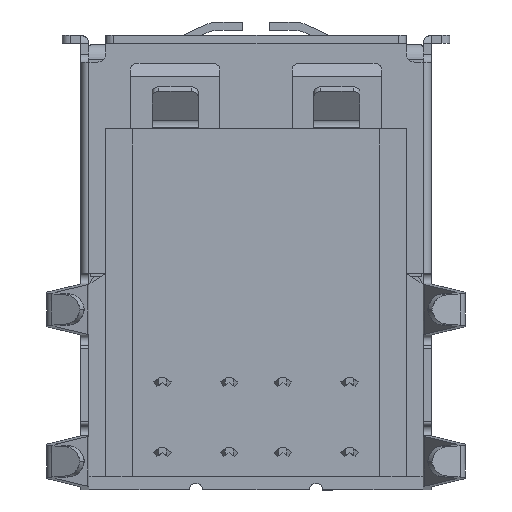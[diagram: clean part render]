
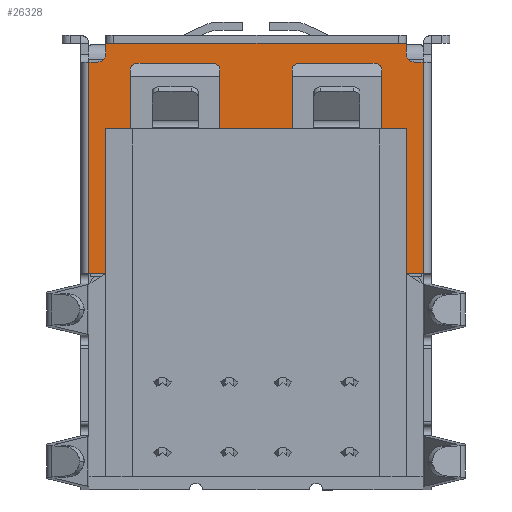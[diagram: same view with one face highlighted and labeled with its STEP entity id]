
A CAD part, front view. The second image highlights one B-rep face of the part: STEP entity #26328.
In plain terms, the highlighted planar face has unit normal (0, 1, 0).
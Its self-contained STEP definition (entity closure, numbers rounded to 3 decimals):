
#50=FACE_BOUND('',#2853,.T.);
#51=FACE_BOUND('',#2854,.T.);
#142=PLANE('',#29123);
#1958=FACE_OUTER_BOUND('',#2852,.T.);
#2852=EDGE_LOOP('',(#21964,#21965,#21966,#21967,#21968,#21969,#21970,#21971,
#21972,#21973));
#2853=EDGE_LOOP('',(#21974,#21975,#21976,#21977,#21978,#21979,#21980,#21981));
#2854=EDGE_LOOP('',(#21982,#21983,#21984,#21985,#21986,#21987,#21988,#21989));
#3833=CIRCLE('',#29124,0.3);
#3834=CIRCLE('',#29125,0.3);
#3835=CIRCLE('',#29126,0.25);
#3836=CIRCLE('',#29127,0.25);
#3837=CIRCLE('',#29128,0.25);
#3838=CIRCLE('',#29129,0.25);
#3839=CIRCLE('',#29130,0.25);
#3840=CIRCLE('',#29131,0.25);
#3841=CIRCLE('',#29132,0.25);
#3842=CIRCLE('',#29133,0.25);
#5130=LINE('',#41043,#8630);
#5131=LINE('',#41047,#8631);
#5132=LINE('',#41049,#8632);
#5133=LINE('',#41051,#8633);
#5134=LINE('',#41055,#8634);
#5135=LINE('',#41057,#8635);
#5136=LINE('',#41059,#8636);
#5137=LINE('',#41060,#8637);
#5138=LINE('',#41065,#8638);
#5139=LINE('',#41069,#8639);
#5140=LINE('',#41073,#8640);
#5141=LINE('',#41076,#8641);
#5142=LINE('',#41081,#8642);
#5143=LINE('',#41085,#8643);
#5144=LINE('',#41089,#8644);
#5145=LINE('',#41092,#8645);
#8630=VECTOR('',#31833,0.325);
#8631=VECTOR('',#31836,0.4);
#8632=VECTOR('',#31837,11.25);
#8633=VECTOR('',#31838,0.4);
#8634=VECTOR('',#31841,0.325);
#8635=VECTOR('',#31842,7.9);
#8636=VECTOR('',#31843,12.5);
#8637=VECTOR('',#31844,7.9);
#8638=VECTOR('',#31847,0.014);
#8639=VECTOR('',#31850,5.225);
#8640=VECTOR('',#31853,2.85);
#8641=VECTOR('',#31856,5.225);
#8642=VECTOR('',#31859,0.014);
#8643=VECTOR('',#31862,5.225);
#8644=VECTOR('',#31865,2.85);
#8645=VECTOR('',#31868,5.225);
#12388=VERTEX_POINT('',#41041);
#12389=VERTEX_POINT('',#41042);
#12390=VERTEX_POINT('',#41044);
#12391=VERTEX_POINT('',#41046);
#12392=VERTEX_POINT('',#41048);
#12393=VERTEX_POINT('',#41050);
#12394=VERTEX_POINT('',#41052);
#12395=VERTEX_POINT('',#41054);
#12396=VERTEX_POINT('',#41056);
#12397=VERTEX_POINT('',#41058);
#12398=VERTEX_POINT('',#41061);
#12399=VERTEX_POINT('',#41062);
#12400=VERTEX_POINT('',#41064);
#12401=VERTEX_POINT('',#41066);
#12402=VERTEX_POINT('',#41068);
#12403=VERTEX_POINT('',#41070);
#12404=VERTEX_POINT('',#41072);
#12405=VERTEX_POINT('',#41074);
#12406=VERTEX_POINT('',#41077);
#12407=VERTEX_POINT('',#41078);
#12408=VERTEX_POINT('',#41080);
#12409=VERTEX_POINT('',#41082);
#12410=VERTEX_POINT('',#41084);
#12411=VERTEX_POINT('',#41086);
#12412=VERTEX_POINT('',#41088);
#12413=VERTEX_POINT('',#41090);
#17176=EDGE_CURVE('',#12388,#12389,#5130,.T.);
#17177=EDGE_CURVE('',#12389,#12390,#3833,.T.);
#17178=EDGE_CURVE('',#12390,#12391,#5131,.T.);
#17179=EDGE_CURVE('',#12391,#12392,#5132,.T.);
#17180=EDGE_CURVE('',#12392,#12393,#5133,.T.);
#17181=EDGE_CURVE('',#12393,#12394,#3834,.T.);
#17182=EDGE_CURVE('',#12394,#12395,#5134,.T.);
#17183=EDGE_CURVE('',#12395,#12396,#5135,.T.);
#17184=EDGE_CURVE('',#12396,#12397,#5136,.T.);
#17185=EDGE_CURVE('',#12397,#12388,#5137,.T.);
#17186=EDGE_CURVE('',#12398,#12399,#3835,.T.);
#17187=EDGE_CURVE('',#12399,#12400,#5138,.T.);
#17188=EDGE_CURVE('',#12400,#12401,#3836,.T.);
#17189=EDGE_CURVE('',#12401,#12402,#5139,.T.);
#17190=EDGE_CURVE('',#12402,#12403,#3837,.T.);
#17191=EDGE_CURVE('',#12403,#12404,#5140,.T.);
#17192=EDGE_CURVE('',#12404,#12405,#3838,.T.);
#17193=EDGE_CURVE('',#12405,#12398,#5141,.T.);
#17194=EDGE_CURVE('',#12406,#12407,#3839,.T.);
#17195=EDGE_CURVE('',#12407,#12408,#5142,.T.);
#17196=EDGE_CURVE('',#12408,#12409,#3840,.T.);
#17197=EDGE_CURVE('',#12409,#12410,#5143,.T.);
#17198=EDGE_CURVE('',#12410,#12411,#3841,.T.);
#17199=EDGE_CURVE('',#12411,#12412,#5144,.T.);
#17200=EDGE_CURVE('',#12412,#12413,#3842,.T.);
#17201=EDGE_CURVE('',#12413,#12406,#5145,.T.);
#21964=ORIENTED_EDGE('',*,*,#17176,.T.);
#21965=ORIENTED_EDGE('',*,*,#17177,.T.);
#21966=ORIENTED_EDGE('',*,*,#17178,.T.);
#21967=ORIENTED_EDGE('',*,*,#17179,.T.);
#21968=ORIENTED_EDGE('',*,*,#17180,.T.);
#21969=ORIENTED_EDGE('',*,*,#17181,.T.);
#21970=ORIENTED_EDGE('',*,*,#17182,.T.);
#21971=ORIENTED_EDGE('',*,*,#17183,.T.);
#21972=ORIENTED_EDGE('',*,*,#17184,.T.);
#21973=ORIENTED_EDGE('',*,*,#17185,.T.);
#21974=ORIENTED_EDGE('',*,*,#17186,.T.);
#21975=ORIENTED_EDGE('',*,*,#17187,.T.);
#21976=ORIENTED_EDGE('',*,*,#17188,.T.);
#21977=ORIENTED_EDGE('',*,*,#17189,.T.);
#21978=ORIENTED_EDGE('',*,*,#17190,.T.);
#21979=ORIENTED_EDGE('',*,*,#17191,.T.);
#21980=ORIENTED_EDGE('',*,*,#17192,.T.);
#21981=ORIENTED_EDGE('',*,*,#17193,.T.);
#21982=ORIENTED_EDGE('',*,*,#17194,.T.);
#21983=ORIENTED_EDGE('',*,*,#17195,.T.);
#21984=ORIENTED_EDGE('',*,*,#17196,.T.);
#21985=ORIENTED_EDGE('',*,*,#17197,.T.);
#21986=ORIENTED_EDGE('',*,*,#17198,.T.);
#21987=ORIENTED_EDGE('',*,*,#17199,.T.);
#21988=ORIENTED_EDGE('',*,*,#17200,.T.);
#21989=ORIENTED_EDGE('',*,*,#17201,.T.);
#26328=ADVANCED_FACE('',(#1958,#50,#51),#142,.T.);
#29123=AXIS2_PLACEMENT_3D('',#41040,#31831,#31832);
#29124=AXIS2_PLACEMENT_3D('',#41045,#31834,#31835);
#29125=AXIS2_PLACEMENT_3D('',#41053,#31839,#31840);
#29126=AXIS2_PLACEMENT_3D('',#41063,#31845,#31846);
#29127=AXIS2_PLACEMENT_3D('',#41067,#31848,#31849);
#29128=AXIS2_PLACEMENT_3D('',#41071,#31851,#31852);
#29129=AXIS2_PLACEMENT_3D('',#41075,#31854,#31855);
#29130=AXIS2_PLACEMENT_3D('',#41079,#31857,#31858);
#29131=AXIS2_PLACEMENT_3D('',#41083,#31860,#31861);
#29132=AXIS2_PLACEMENT_3D('',#41087,#31863,#31864);
#29133=AXIS2_PLACEMENT_3D('',#41091,#31866,#31867);
#31831=DIRECTION('center_axis',(0.,1.,0.));
#31832=DIRECTION('ref_axis',(0.,0.,1.));
#31833=DIRECTION('',(1.,0.,0.));
#31834=DIRECTION('center_axis',(0.,-1.,0.));
#31835=DIRECTION('ref_axis',(0.,0.,
-1.));
#31836=DIRECTION('',(0.,0.,1.));
#31837=DIRECTION('',(1.,0.,0.));
#31838=DIRECTION('',(0.,0.,-1.));
#31839=DIRECTION('center_axis',(0.,-1.,0.));
#31840=DIRECTION('ref_axis',(-1.,0.,0.));
#31841=DIRECTION('',(1.,0.,0.));
#31842=DIRECTION('',(0.,0.,-1.));
#31843=DIRECTION('',(-1.,0.,0.));
#31844=DIRECTION('',(0.,0.,1.));
#31845=DIRECTION('center_axis',(0.,-1.,0.));
#31846=DIRECTION('ref_axis',(-1.,0.,0.));
#31847=DIRECTION('',(1.,0.,0.));
#31848=DIRECTION('center_axis',(0.,-1.,0.));
#31849=DIRECTION('ref_axis',(0.,0.,
-1.));
#31850=DIRECTION('',(0.,0.,1.));
#31851=DIRECTION('center_axis',(0.,-1.,0.));
#31852=DIRECTION('ref_axis',(1.,0.,0.));
#31853=DIRECTION('',(-1.,0.,0.));
#31854=DIRECTION('center_axis',(0.,-1.,0.));
#31855=DIRECTION('ref_axis',(0.,0.,
1.));
#31856=DIRECTION('',(0.,0.,-1.));
#31857=DIRECTION('center_axis',(0.,-1.,0.));
#31858=DIRECTION('ref_axis',(-1.,0.,0.));
#31859=DIRECTION('',(1.,0.,0.));
#31860=DIRECTION('center_axis',(0.,-1.,0.));
#31861=DIRECTION('ref_axis',(0.,0.,
-1.));
#31862=DIRECTION('',(0.,0.,1.));
#31863=DIRECTION('center_axis',(0.,-1.,0.));
#31864=DIRECTION('ref_axis',(1.,0.,0.));
#31865=DIRECTION('',(-1.,0.,0.));
#31866=DIRECTION('center_axis',(0.,-1.,0.));
#31867=DIRECTION('ref_axis',(0.,0.,
1.));
#31868=DIRECTION('',(0.,0.,-1.));
#41040=CARTESIAN_POINT('Origin',(-6.25,-7.11,3.9));
#41041=CARTESIAN_POINT('',(-6.25,-7.11,7.5));
#41042=CARTESIAN_POINT('',(-5.925,-7.11,7.5));
#41043=CARTESIAN_POINT('',(-6.25,-7.11,7.5));
#41044=CARTESIAN_POINT('',(-5.625,-7.11,7.8));
#41045=CARTESIAN_POINT('Origin',(-5.925,-7.11,7.8));
#41046=CARTESIAN_POINT('',(-5.625,-7.11,8.2));
#41047=CARTESIAN_POINT('',(-5.625,-7.11,7.8));
#41048=CARTESIAN_POINT('',(5.625,-7.11,8.2));
#41049=CARTESIAN_POINT('',(-5.625,-7.11,8.2));
#41050=CARTESIAN_POINT('',(5.625,-7.11,7.8));
#41051=CARTESIAN_POINT('',(5.625,-7.11,8.2));
#41052=CARTESIAN_POINT('',(5.925,-7.11,7.5));
#41053=CARTESIAN_POINT('Origin',(5.925,-7.11,7.8));
#41054=CARTESIAN_POINT('',(6.25,-7.11,7.5));
#41055=CARTESIAN_POINT('',(5.925,-7.11,7.5));
#41056=CARTESIAN_POINT('',(6.25,-7.11,-0.4));
#41057=CARTESIAN_POINT('',(6.25,-7.11,7.5));
#41058=CARTESIAN_POINT('',(-6.25,-7.11,-0.4));
#41059=CARTESIAN_POINT('',(6.25,-7.11,-0.4));
#41060=CARTESIAN_POINT('',(-6.25,-7.11,-0.4));
#41061=CARTESIAN_POINT('',(1.35,-7.11,1.975));
#41062=CARTESIAN_POINT('',(1.6,-7.11,1.725));
#41063=CARTESIAN_POINT('Origin',(1.6,-7.11,1.975));
#41064=CARTESIAN_POINT('',(4.45,-7.11,1.725));
#41065=CARTESIAN_POINT('',(1.6,-7.11,1.725));
#41066=CARTESIAN_POINT('',(4.7,-7.11,1.975));
#41067=CARTESIAN_POINT('Origin',(4.45,-7.11,1.975));
#41068=CARTESIAN_POINT('',(4.7,-7.11,7.2));
#41069=CARTESIAN_POINT('',(4.7,-7.11,1.975));
#41070=CARTESIAN_POINT('',(4.45,-7.11,7.45));
#41071=CARTESIAN_POINT('Origin',(4.45,-7.11,7.2));
#41072=CARTESIAN_POINT('',(1.6,-7.11,7.45));
#41073=CARTESIAN_POINT('',(4.45,-7.11,7.45));
#41074=CARTESIAN_POINT('',(1.35,-7.11,7.2));
#41075=CARTESIAN_POINT('Origin',(1.6,-7.11,7.2));
#41076=CARTESIAN_POINT('',(1.35,-7.11,7.2));
#41077=CARTESIAN_POINT('',(-4.7,-7.11,1.975));
#41078=CARTESIAN_POINT('',(-4.45,-7.11,1.725));
#41079=CARTESIAN_POINT('Origin',(-4.45,-7.11,1.975));
#41080=CARTESIAN_POINT('',(-1.6,-7.11,1.725));
#41081=CARTESIAN_POINT('',(-4.45,-7.11,1.725));
#41082=CARTESIAN_POINT('',(-1.35,-7.11,1.975));
#41083=CARTESIAN_POINT('Origin',(-1.6,-7.11,1.975));
#41084=CARTESIAN_POINT('',(-1.35,-7.11,7.2));
#41085=CARTESIAN_POINT('',(-1.35,-7.11,1.975));
#41086=CARTESIAN_POINT('',(-1.6,-7.11,7.45));
#41087=CARTESIAN_POINT('Origin',(-1.6,-7.11,7.2));
#41088=CARTESIAN_POINT('',(-4.45,-7.11,7.45));
#41089=CARTESIAN_POINT('',(-1.6,-7.11,7.45));
#41090=CARTESIAN_POINT('',(-4.7,-7.11,7.2));
#41091=CARTESIAN_POINT('Origin',(-4.45,-7.11,7.2));
#41092=CARTESIAN_POINT('',(-4.7,-7.11,7.2));
